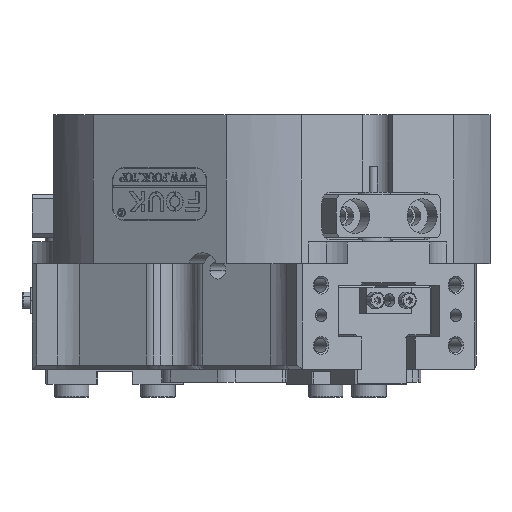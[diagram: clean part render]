
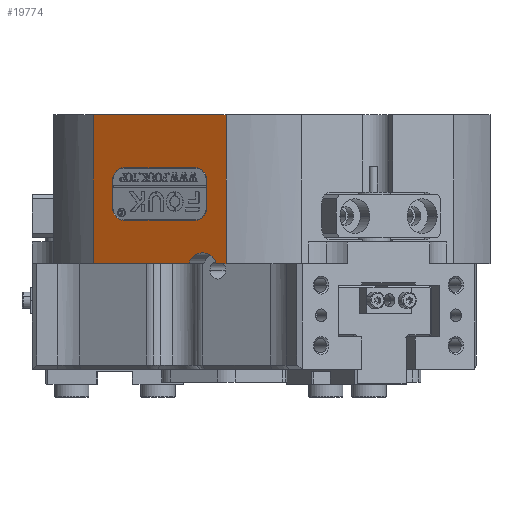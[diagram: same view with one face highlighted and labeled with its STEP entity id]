
A CAD part, front view. The second image highlights one B-rep face of the part: STEP entity #19774.
In plain terms, the highlighted planar face has unit normal (-0.5, -0.866, 0).
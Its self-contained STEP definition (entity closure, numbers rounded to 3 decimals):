
#694 = VERTEX_POINT ( 'NONE', #44849 ) ;
#1481 = EDGE_CURVE ( 'NONE', #31665, #35001, #1882, .T. ) ;
#1483 = DIRECTION ( 'NONE',  ( -0.5, -0.866, 0. ) ) ;
#1882 = LINE ( 'NONE', #29985, #14515 ) ;
#2418 = CARTESIAN_POINT ( 'NONE',  ( -49.764, -30.405, 122.628 ) ) ;
#4307 = EDGE_CURVE ( 'NONE', #35001, #13890, #9313, .T. ) ;
#4479 = VECTOR ( 'NONE', #10688, 1000. ) ;
#4936 = CARTESIAN_POINT ( 'NONE',  ( -23.482, -45.579, 135.628 ) ) ;
#5316 = CARTESIAN_POINT ( 'NONE',  ( -42.708, -34.479, 141.828 ) ) ;
#6014 = VERTEX_POINT ( 'NONE', #6562 ) ;
#6562 = CARTESIAN_POINT ( 'NONE',  ( -19.023, -48.153, 122.628 ) ) ;
#7036 = ORIENTED_EDGE ( 'NONE', *, *, #17830, .F. ) ;
#7113 = ORIENTED_EDGE ( 'NONE', *, *, #1481, .T. ) ;
#7371 = DIRECTION ( 'NONE',  ( -0.5, -0.866, 0. ) ) ;
#7457 = DIRECTION ( 'NONE',  ( -0.866, 0.5, 0. ) ) ;
#7547 = DIRECTION ( 'NONE',  ( 0., 0., 1. ) ) ;
#7840 = VECTOR ( 'NONE', #7547, 1000. ) ;
#7857 = PLANE ( 'NONE',  #24020 ) ;
#8638 = CARTESIAN_POINT ( 'NONE',  ( -49.764, -30.405, 157.128 ) ) ;
#8686 = DIRECTION ( 'NONE',  ( 0.866, -0.5, 0. ) ) ;
#9182 = VERTEX_POINT ( 'NONE', #20812 ) ;
#9313 = LINE ( 'NONE', #10659, #39056 ) ;
#9953 = VERTEX_POINT ( 'NONE', #4936 ) ;
#10067 = DIRECTION ( 'NONE',  ( -0.866, 0.5, 0. ) ) ;
#10659 = CARTESIAN_POINT ( 'NONE',  ( -49.764, -30.405, 98.128 ) ) ;
#10688 = DIRECTION ( 'NONE',  ( 0., 0., -1. ) ) ;
#11227 = EDGE_CURVE ( 'NONE', #27083, #694, #29394, .T. ) ;
#11758 = CARTESIAN_POINT ( 'NONE',  ( -26.08, -44.079, 141.828 ) ) ;
#11899 = DIRECTION ( 'NONE',  ( -0.5, -0.866, 0. ) ) ;
#11957 = ORIENTED_EDGE ( 'NONE', *, *, #38892, .F. ) ;
#12506 = CIRCLE ( 'NONE', #35762, 3. ) ;
#12566 = EDGE_CURVE ( 'NONE', #36075, #13890, #30409, .T. ) ;
#12669 = CARTESIAN_POINT ( 'NONE',  ( -45.306, -32.979, 135.628 ) ) ;
#13024 = ORIENTED_EDGE ( 'NONE', *, *, #39466, .F. ) ;
#13890 = VERTEX_POINT ( 'NONE', #2418 ) ;
#14269 = DIRECTION ( 'NONE',  ( 0.866, -0.5, 0. ) ) ;
#14315 = LINE ( 'NONE', #35623, #30304 ) ;
#14350 = CARTESIAN_POINT ( 'NONE',  ( -42.708, -34.479, 135.628 ) ) ;
#14515 = VECTOR ( 'NONE', #18769, 1000. ) ;
#15640 = AXIS2_PLACEMENT_3D ( 'NONE', #25779, #29507, #43808 ) ;
#15881 = AXIS2_PLACEMENT_3D ( 'NONE', #14350, #17589, #18058 ) ;
#16039 = ORIENTED_EDGE ( 'NONE', *, *, #12566, .F. ) ;
#17253 = AXIS2_PLACEMENT_3D ( 'NONE', #11758, #1483, #28860 ) ;
#17381 = DIRECTION ( 'NONE',  ( 0.866, -0.5, 0. ) ) ;
#17589 = DIRECTION ( 'NONE',  ( -0.5, -0.866, 0. ) ) ;
#17604 = CARTESIAN_POINT ( 'NONE',  ( -23.482, -45.579, 141.828 ) ) ;
#17696 = CARTESIAN_POINT ( 'NONE',  ( -26.08, -44.079, 144.828 ) ) ;
#17830 = EDGE_CURVE ( 'NONE', #9953, #19095, #31079, .T. ) ;
#18058 = DIRECTION ( 'NONE',  ( 0.866, -0.5, 0. ) ) ;
#18410 = VECTOR ( 'NONE', #31218, 1000. ) ;
#18700 = AXIS2_PLACEMENT_3D ( 'NONE', #24869, #7371, #14269 ) ;
#18769 = DIRECTION ( 'NONE',  ( -0.866, 0.5, 0. ) ) ;
#18967 = VERTEX_POINT ( 'NONE', #31316 ) ;
#19095 = VERTEX_POINT ( 'NONE', #17604 ) ;
#19456 = CIRCLE ( 'NONE', #18700, 3. ) ;
#19774 = ADVANCED_FACE ( 'NONE', ( #30914, #35334 ), #7857, .F. ) ;
#20812 = CARTESIAN_POINT ( 'NONE',  ( -42.708, -34.479, 144.828 ) ) ;
#21255 = DIRECTION ( 'NONE',  ( 0.866, -0.5, 0. ) ) ;
#21580 = CARTESIAN_POINT ( 'NONE',  ( -42.708, -34.479, 144.828 ) ) ;
#21607 = VECTOR ( 'NONE', #17381, 1000. ) ;
#22191 = VERTEX_POINT ( 'NONE', #30885 ) ;
#22889 = ORIENTED_EDGE ( 'NONE', *, *, #28757, .F. ) ;
#23249 = VECTOR ( 'NONE', #10067, 1000. ) ;
#23460 = ORIENTED_EDGE ( 'NONE', *, *, #41810, .F. ) ;
#23654 = EDGE_CURVE ( 'NONE', #694, #18967, #33737, .T. ) ;
#23763 = EDGE_CURVE ( 'NONE', #6014, #31665, #32636, .T. ) ;
#24020 = AXIS2_PLACEMENT_3D ( 'NONE', #39391, #42796, #21255 ) ;
#24140 = ORIENTED_EDGE ( 'NONE', *, *, #23654, .F. ) ;
#24571 = CARTESIAN_POINT ( 'NONE',  ( -19.023, -48.153, 98.128 ) ) ;
#24848 = EDGE_CURVE ( 'NONE', #6014, #34936, #14315, .T. ) ;
#24869 = CARTESIAN_POINT ( 'NONE',  ( -26.08, -44.079, 135.628 ) ) ;
#24915 = CARTESIAN_POINT ( 'NONE',  ( -21.223, -46.883, 122.628 ) ) ;
#25558 = CARTESIAN_POINT ( 'NONE',  ( -27.646, -43.175, 122.628 ) ) ;
#25779 = CARTESIAN_POINT ( 'NONE',  ( -24.435, -45.029, 121.128 ) ) ;
#25947 = ORIENTED_EDGE ( 'NONE', *, *, #11227, .F. ) ;
#26622 = ORIENTED_EDGE ( 'NONE', *, *, #33777, .F. ) ;
#26920 = ORIENTED_EDGE ( 'NONE', *, *, #43834, .F. ) ;
#27083 = VERTEX_POINT ( 'NONE', #12669 ) ;
#27922 = CARTESIAN_POINT ( 'NONE',  ( -45.306, -32.979, 141.828 ) ) ;
#28757 = EDGE_CURVE ( 'NONE', #37126, #9182, #42179, .T. ) ;
#28860 = DIRECTION ( 'NONE',  ( -0.866, 0.5, 0. ) ) ;
#29394 = CIRCLE ( 'NONE', #15881, 3. ) ;
#29507 = DIRECTION ( 'NONE',  ( -0.5, -0.866, 0. ) ) ;
#29985 = CARTESIAN_POINT ( 'NONE',  ( -34.394, -39.279, 157.128 ) ) ;
#30304 = VECTOR ( 'NONE', #7457, 1000. ) ;
#30409 = LINE ( 'NONE', #45433, #23249 ) ;
#30816 = EDGE_LOOP ( 'NONE', ( #22889, #26622, #7036, #23460, #24140, #25947, #26920, #13024 ) ) ;
#30885 = CARTESIAN_POINT ( 'NONE',  ( -45.306, -32.979, 141.828 ) ) ;
#30914 = FACE_BOUND ( 'NONE', #30816, .T. ) ;
#31079 = LINE ( 'NONE', #44580, #18410 ) ;
#31218 = DIRECTION ( 'NONE',  ( 0., 0., 1. ) ) ;
#31316 = CARTESIAN_POINT ( 'NONE',  ( -26.08, -44.079, 132.628 ) ) ;
#31328 = CIRCLE ( 'NONE', #17253, 3. ) ;
#31384 = ORIENTED_EDGE ( 'NONE', *, *, #23763, .T. ) ;
#31648 = EDGE_LOOP ( 'NONE', ( #16039, #11957, #38983, #31384, #7113, #44266 ) ) ;
#31665 = VERTEX_POINT ( 'NONE', #34153 ) ;
#31926 = DIRECTION ( 'NONE',  ( -0.866, 0.5, 0. ) ) ;
#32636 = LINE ( 'NONE', #24571, #7840 ) ;
#33737 = LINE ( 'NONE', #42460, #21607 ) ;
#33777 = EDGE_CURVE ( 'NONE', #19095, #37126, #31328, .T. ) ;
#34153 = CARTESIAN_POINT ( 'NONE',  ( -19.023, -48.153, 157.128 ) ) ;
#34936 = VERTEX_POINT ( 'NONE', #24915 ) ;
#35001 = VERTEX_POINT ( 'NONE', #8638 ) ;
#35334 = FACE_OUTER_BOUND ( 'NONE', #31648, .T. ) ;
#35623 = CARTESIAN_POINT ( 'NONE',  ( -12.284, -52.044, 122.628 ) ) ;
#35762 = AXIS2_PLACEMENT_3D ( 'NONE', #5316, #11899, #8686 ) ;
#36075 = VERTEX_POINT ( 'NONE', #25558 ) ;
#36666 = VECTOR ( 'NONE', #31926, 1000. ) ;
#37126 = VERTEX_POINT ( 'NONE', #17696 ) ;
#38648 = DIRECTION ( 'NONE',  ( 0., 0., -1. ) ) ;
#38892 = EDGE_CURVE ( 'NONE', #34936, #36075, #40238, .T. ) ;
#38983 = ORIENTED_EDGE ( 'NONE', *, *, #24848, .F. ) ;
#39056 = VECTOR ( 'NONE', #38648, 1000. ) ;
#39391 = CARTESIAN_POINT ( 'NONE',  ( -7.767, -54.651, 172.628 ) ) ;
#39466 = EDGE_CURVE ( 'NONE', #9182, #22191, #12506, .T. ) ;
#40238 = CIRCLE ( 'NONE', #15640, 4. ) ;
#41810 = EDGE_CURVE ( 'NONE', #18967, #9953, #19456, .T. ) ;
#42179 = LINE ( 'NONE', #21580, #36666 ) ;
#42460 = CARTESIAN_POINT ( 'NONE',  ( -42.708, -34.479, 132.628 ) ) ;
#42796 = DIRECTION ( 'NONE',  ( 0.5, 0.866, 0. ) ) ;
#43808 = DIRECTION ( 'NONE',  ( 0.866, -0.5, 0. ) ) ;
#43834 = EDGE_CURVE ( 'NONE', #22191, #27083, #44059, .T. ) ;
#44059 = LINE ( 'NONE', #27922, #4479 ) ;
#44266 = ORIENTED_EDGE ( 'NONE', *, *, #4307, .T. ) ;
#44580 = CARTESIAN_POINT ( 'NONE',  ( -23.482, -45.579, 141.828 ) ) ;
#44849 = CARTESIAN_POINT ( 'NONE',  ( -42.708, -34.479, 132.628 ) ) ;
#45433 = CARTESIAN_POINT ( 'NONE',  ( -12.284, -52.044, 122.628 ) ) ;
